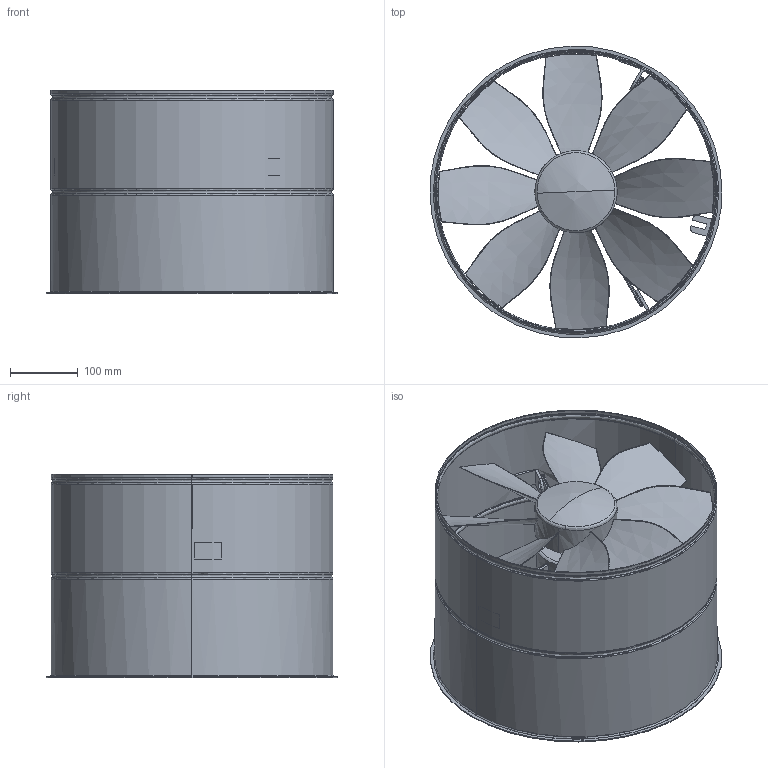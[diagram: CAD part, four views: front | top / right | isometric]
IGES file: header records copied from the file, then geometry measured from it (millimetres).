
Global section: file name: DZF-40-6-B; native system: AutoCAD 2018 - Deutsch (German); preprocessor: Autodesk Translation Framework DWG producer (atf_dwg_producer); organization: unknown; date: 20181206.141113; units: millimetre
Bounding box: 430 x 429.75 x 300 mm (x, y, z)
Volume: 3184751 mm3; surface area: 1159968.9 mm2
Topology: 1 solids, 1 shells, 234 faces, 688 edges, 476 vertices
Faces by surface type: bspline 234
